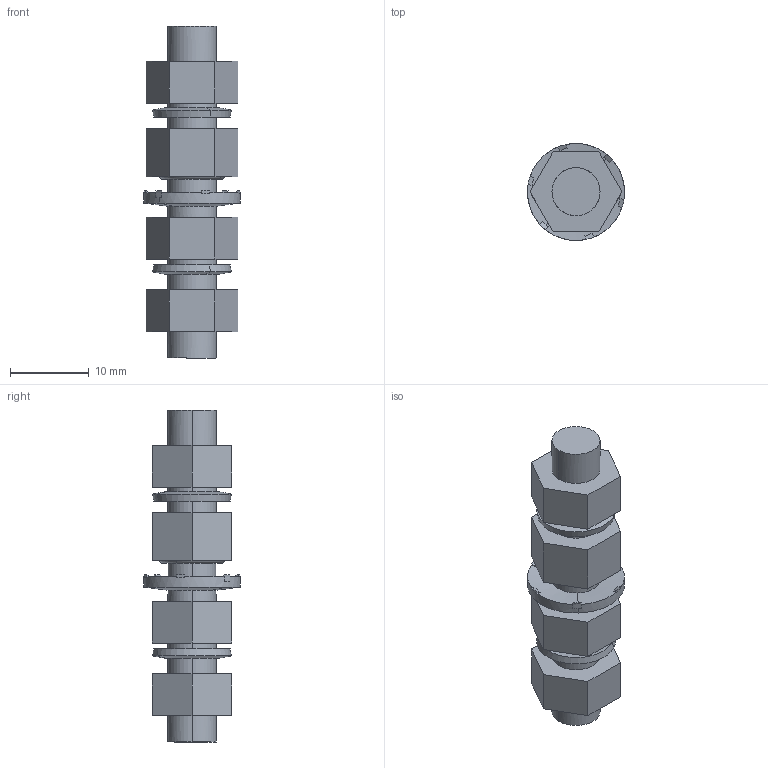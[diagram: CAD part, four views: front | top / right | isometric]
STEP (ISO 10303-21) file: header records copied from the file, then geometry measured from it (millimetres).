
FILE_DESCRIPTION(('CATIA V5R24 STEP','CAx-IF Rec.Pracs.--- Model Styling and Organization---1.2---2011-12-15'),'2;1');
FILE_NAME ('D1450418_0_1277250000_1277250000.stp','2018-02-09T10:23:28+00:00',('none'),('Weidmueller'),'CATIA Version 5-6 Release 2014 SP4 HF52','CATIA V5 STEP AP214','none');
FILE_SCHEMA(('AUTOMOTIVE_DESIGN { 1 0 10303 214 1 1 1 1 }'));
Length unit declared in the file: millimetre
Products named in the file (1): ZUB_PEBZ_M6_SET
Bounding box: 12.3 x 12.3 x 42.1 mm (x, y, z)
Volume: 2727.9 mm3; surface area: 2231.5 mm2
Topology: 3 solids, 4 shells, 104 faces, 256 edges, 164 vertices
Faces by surface type: plane 48, cone 26, cylinder 24, torus 6
Entity records: 2998 total; most frequent: CARTESIAN_POINT 635, ORIENTED_EDGE 512, DIRECTION 348, EDGE_CURVE 256, VERTEX_POINT 164, AXIS2_PLACEMENT_3D 153, VECTOR 130, LINE 130
